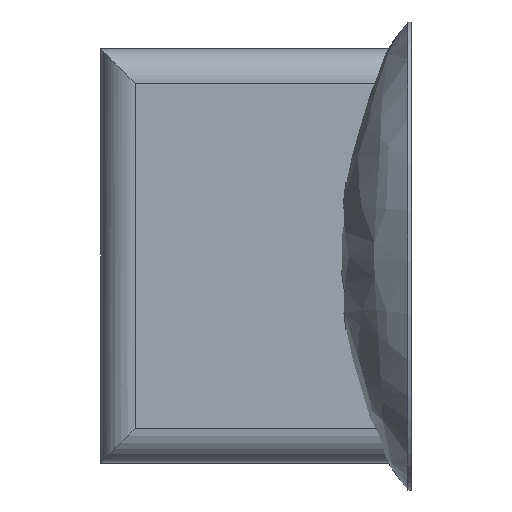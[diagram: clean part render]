
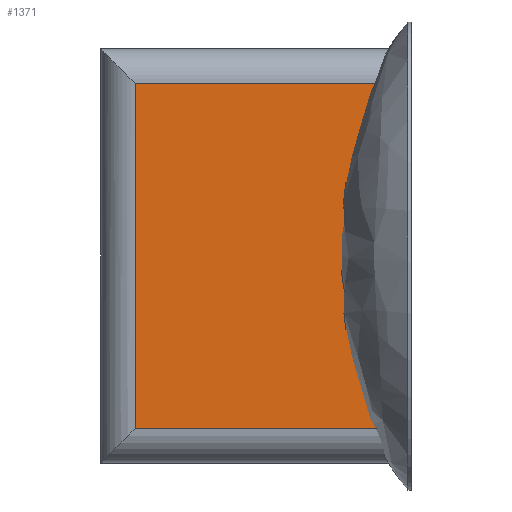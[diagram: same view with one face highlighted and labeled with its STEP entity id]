
A CAD part, left-side view. The second image highlights one B-rep face of the part: STEP entity #1371.
In plain terms, the highlighted planar face has unit normal (-1, 0, 0).
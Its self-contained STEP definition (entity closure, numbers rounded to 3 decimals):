
#7 = CARTESIAN_POINT ( 'NONE',  ( -1., 0.1, 0.6 ) ) ;
#63 = CARTESIAN_POINT ( 'NONE',  ( -1., 0.1, 0.5 ) ) ;
#64 = CARTESIAN_POINT ( 'NONE',  ( -1., 0.1, -0.5 ) ) ;
#83 = DIRECTION ( 'NONE',  ( 0., 0., -1. ) ) ;
#138 = VERTEX_POINT ( 'NONE', #63 ) ;
#163 = CARTESIAN_POINT ( 'NONE',  ( -1., 0.8, -0.5 ) ) ;
#222 = EDGE_CURVE ( 'NONE', #1145, #1154, #1367, .T. ) ;
#256 = AXIS2_PLACEMENT_3D ( 'NONE', #996, #317, #1104 ) ;
#311 = CARTESIAN_POINT ( 'NONE',  ( -1., 0.9, 0.5 ) ) ;
#317 = DIRECTION ( 'NONE',  ( 1., 0., 0. ) ) ;
#421 = VECTOR ( 'NONE', #979, 1000. ) ;
#426 = PLANE ( 'NONE',  #256 ) ;
#460 = LINE ( 'NONE', #311, #421 ) ;
#487 = VECTOR ( 'NONE', #1318, 1000. ) ;
#492 = EDGE_CURVE ( 'NONE', #1154, #138, #810, .T. ) ;
#617 = ORIENTED_EDGE ( 'NONE', *, *, #1369, .T. ) ;
#649 = CARTESIAN_POINT ( 'NONE',  ( -1., 0.8, 0.6 ) ) ;
#654 = CARTESIAN_POINT ( 'NONE',  ( -1., 0.9, -0.5 ) ) ;
#687 = DIRECTION ( 'NONE',  ( 0., -1., 0. ) ) ;
#810 = LINE ( 'NONE', #7, #487 ) ;
#814 = VECTOR ( 'NONE', #687, 1000. ) ;
#937 = ORIENTED_EDGE ( 'NONE', *, *, #1360, .T. ) ;
#979 = DIRECTION ( 'NONE',  ( 0., 1., 0. ) ) ;
#996 = CARTESIAN_POINT ( 'NONE',  ( -1., 0.9, 0.6 ) ) ;
#1021 = EDGE_LOOP ( 'NONE', ( #1247, #1142, #617, #937 ) ) ;
#1024 = VECTOR ( 'NONE', #83, 1000. ) ;
#1043 = LINE ( 'NONE', #649, #1024 ) ;
#1104 = DIRECTION ( 'NONE',  ( 0., 0., -1. ) ) ;
#1142 = ORIENTED_EDGE ( 'NONE', *, *, #492, .T. ) ;
#1145 = VERTEX_POINT ( 'NONE', #163 ) ;
#1154 = VERTEX_POINT ( 'NONE', #64 ) ;
#1191 = VERTEX_POINT ( 'NONE', #1251 ) ;
#1247 = ORIENTED_EDGE ( 'NONE', *, *, #222, .T. ) ;
#1251 = CARTESIAN_POINT ( 'NONE',  ( -1., 0.8, 0.5 ) ) ;
#1255 = FACE_OUTER_BOUND ( 'NONE', #1021, .T. ) ;
#1318 = DIRECTION ( 'NONE',  ( 0., 0., 1. ) ) ;
#1360 = EDGE_CURVE ( 'NONE', #1191, #1145, #1043, .T. ) ;
#1367 = LINE ( 'NONE', #654, #814 ) ;
#1369 = EDGE_CURVE ( 'NONE', #138, #1191, #460, .T. ) ;
#1371 = ADVANCED_FACE ( 'NONE', ( #1255 ), #426, .F. ) ;
